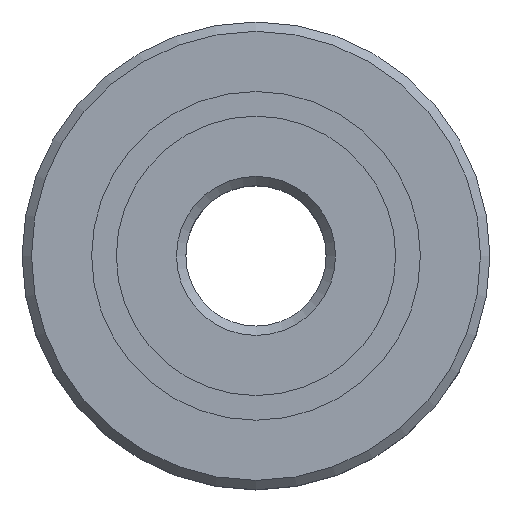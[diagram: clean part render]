
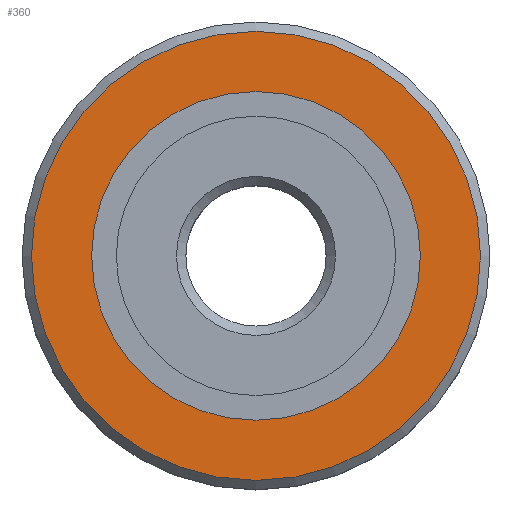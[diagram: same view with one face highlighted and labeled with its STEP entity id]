
A CAD part, top view. The second image highlights one B-rep face of the part: STEP entity #360.
In plain terms, the highlighted planar face has unit normal (0, 0, 1).
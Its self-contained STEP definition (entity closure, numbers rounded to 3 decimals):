
#23=FACE_BOUND('',#82,.T.);
#31=PLANE('',#410);
#54=FACE_OUTER_BOUND('',#81,.T.);
#81=EDGE_LOOP('',(#272));
#82=EDGE_LOOP('',(#273));
#151=CIRCLE('',#409,4.8);
#152=CIRCLE('',#411,3.514);
#182=VERTEX_POINT('',#611);
#183=VERTEX_POINT('',#615);
#215=EDGE_CURVE('',#182,#182,#151,.T.);
#216=EDGE_CURVE('',#183,#183,#152,.T.);
#272=ORIENTED_EDGE('',*,*,#215,.F.);
#273=ORIENTED_EDGE('',*,*,#216,.F.);
#360=ADVANCED_FACE('',(#54,#23),#31,.T.);
#409=AXIS2_PLACEMENT_3D('',#613,#482,#483);
#410=AXIS2_PLACEMENT_3D('',#614,#484,#485);
#411=AXIS2_PLACEMENT_3D('',#616,#486,#487);
#482=DIRECTION('center_axis',(0.,0.,-1.));
#483=DIRECTION('ref_axis',(-1.,0.,0.));
#484=DIRECTION('center_axis',(0.,0.,1.));
#485=DIRECTION('ref_axis',(-1.,0.,0.));
#486=DIRECTION('center_axis',(0.,0.,1.));
#487=DIRECTION('ref_axis',(1.,0.,0.));
#611=CARTESIAN_POINT('',(4.8,0.,1.));
#613=CARTESIAN_POINT('Origin',(0.,0.,1.));
#614=CARTESIAN_POINT('Origin',(0.,0.,1.));
#615=CARTESIAN_POINT('',(-3.514,0.,1.));
#616=CARTESIAN_POINT('Origin',(0.,0.,1.));
